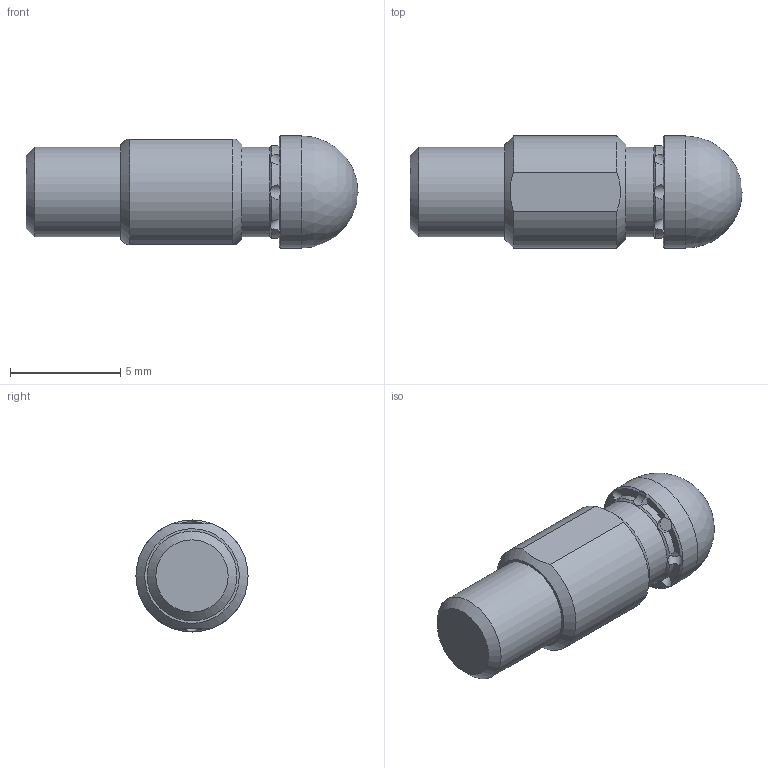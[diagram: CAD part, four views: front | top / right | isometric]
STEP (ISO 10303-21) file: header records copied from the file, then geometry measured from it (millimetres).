
FILE_DESCRIPTION(/* description */ (''),/* implementation_level */ '2;1');
FILE_NAME(/* name */ '1004SS.stp',/* time_stamp */ '2016-02-22T09:37:06-05:00',/* author */ ('ben knollman'),/* organization */ (''),/* preprocessor_version */ 'ST-DEVELOPER v15.2',/* originating_system */ 'Autodesk Inventor 2014',/* authorisation */ '');
FILE_SCHEMA (('AUTOMOTIVE_DESIGN { 1 0 10303 214 3 1 1 }'));
Length unit declared in the file: inch
Products named in the file (1): 1004SS
Bounding box: 15.04 x 5.08 x 5.08 mm (x, y, z)
Volume: 237.5 mm3; surface area: 253.5 mm2
Topology: 1 solids, 1 shells, 48 faces, 131 edges, 86 vertices
Faces by surface type: cylinder 21, plane 21, cone 5, sphere 1
Full cylindrical faces by diameter (mm): 0.66 x8, 4.064 x2, 5.08 x1
Entity records: 1553 total; most frequent: CARTESIAN_POINT 487, DIRECTION 224, ORIENTED_EDGE 202, AXIS2_PLACEMENT_3D 110, EDGE_CURVE 101, VERTEX_POINT 73, EDGE_LOOP 66, ADVANCED_FACE 48
